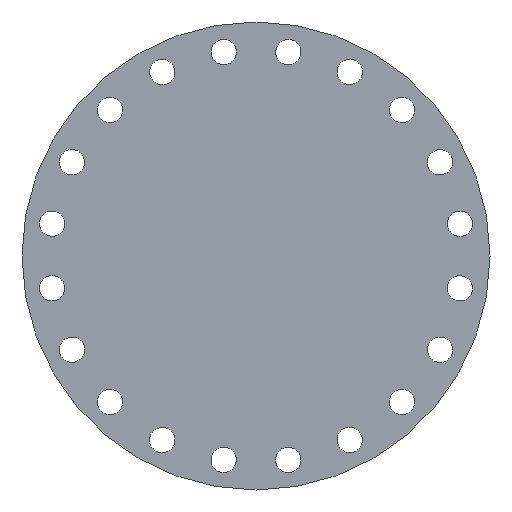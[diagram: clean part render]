
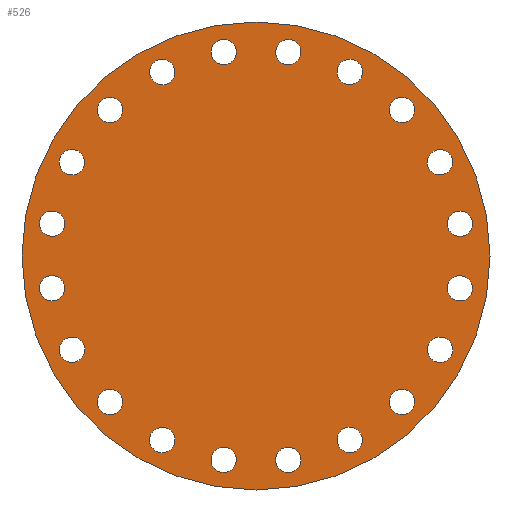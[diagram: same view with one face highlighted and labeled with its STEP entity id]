
A CAD part, front view. The second image highlights one B-rep face of the part: STEP entity #526.
In plain terms, the highlighted planar face has unit normal (0, -1, 0).
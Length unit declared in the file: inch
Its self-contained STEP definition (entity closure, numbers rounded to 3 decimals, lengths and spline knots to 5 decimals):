
#36=FACE_BOUND('',#130,.T.);
#37=FACE_BOUND('',#131,.T.);
#38=FACE_BOUND('',#132,.T.);
#39=FACE_BOUND('',#133,.T.);
#40=FACE_BOUND('',#134,.T.);
#41=FACE_BOUND('',#135,.T.);
#42=FACE_BOUND('',#136,.T.);
#43=FACE_BOUND('',#137,.T.);
#44=FACE_BOUND('',#138,.T.);
#45=FACE_BOUND('',#139,.T.);
#46=FACE_BOUND('',#140,.T.);
#47=FACE_BOUND('',#141,.T.);
#48=FACE_BOUND('',#142,.T.);
#49=FACE_BOUND('',#143,.T.);
#50=FACE_BOUND('',#144,.T.);
#51=FACE_BOUND('',#145,.T.);
#52=FACE_BOUND('',#146,.T.);
#53=FACE_BOUND('',#147,.T.);
#54=FACE_BOUND('',#148,.T.);
#55=FACE_BOUND('',#149,.T.);
#58=PLANE('',#617);
#83=FACE_OUTER_BOUND('',#129,.T.);
#129=EDGE_LOOP('',(#459));
#130=EDGE_LOOP('',(#460));
#131=EDGE_LOOP('',(#461));
#132=EDGE_LOOP('',(#462));
#133=EDGE_LOOP('',(#463));
#134=EDGE_LOOP('',(#464));
#135=EDGE_LOOP('',(#465));
#136=EDGE_LOOP('',(#466));
#137=EDGE_LOOP('',(#467));
#138=EDGE_LOOP('',(#468));
#139=EDGE_LOOP('',(#469));
#140=EDGE_LOOP('',(#470));
#141=EDGE_LOOP('',(#471));
#142=EDGE_LOOP('',(#472));
#143=EDGE_LOOP('',(#473));
#144=EDGE_LOOP('',(#474));
#145=EDGE_LOOP('',(#475));
#146=EDGE_LOOP('',(#476));
#147=EDGE_LOOP('',(#477));
#148=EDGE_LOOP('',(#478));
#149=EDGE_LOOP('',(#479));
#195=CIRCLE('',#551,0.69);
#197=CIRCLE('',#554,0.69);
#199=CIRCLE('',#557,0.69);
#201=CIRCLE('',#560,0.69);
#203=CIRCLE('',#563,0.69);
#205=CIRCLE('',#566,0.69);
#207=CIRCLE('',#569,0.69);
#209=CIRCLE('',#572,0.69);
#211=CIRCLE('',#575,0.69);
#213=CIRCLE('',#578,0.69);
#215=CIRCLE('',#581,0.69);
#217=CIRCLE('',#584,0.69);
#219=CIRCLE('',#587,0.69);
#221=CIRCLE('',#590,0.69);
#223=CIRCLE('',#593,0.69);
#225=CIRCLE('',#596,0.69);
#227=CIRCLE('',#599,0.69);
#229=CIRCLE('',#602,0.69);
#231=CIRCLE('',#605,0.69);
#233=CIRCLE('',#608,0.69);
#235=CIRCLE('',#611,12.75);
#239=VERTEX_POINT('',#784);
#241=VERTEX_POINT('',#790);
#243=VERTEX_POINT('',#796);
#245=VERTEX_POINT('',#802);
#247=VERTEX_POINT('',#808);
#249=VERTEX_POINT('',#814);
#251=VERTEX_POINT('',#820);
#253=VERTEX_POINT('',#826);
#255=VERTEX_POINT('',#832);
#257=VERTEX_POINT('',#838);
#259=VERTEX_POINT('',#844);
#261=VERTEX_POINT('',#850);
#263=VERTEX_POINT('',#856);
#265=VERTEX_POINT('',#862);
#267=VERTEX_POINT('',#868);
#269=VERTEX_POINT('',#874);
#271=VERTEX_POINT('',#880);
#273=VERTEX_POINT('',#886);
#275=VERTEX_POINT('',#892);
#277=VERTEX_POINT('',#898);
#279=VERTEX_POINT('',#904);
#284=EDGE_CURVE('',#239,#239,#195,.T.);
#287=EDGE_CURVE('',#241,#241,#197,.T.);
#290=EDGE_CURVE('',#243,#243,#199,.T.);
#293=EDGE_CURVE('',#245,#245,#201,.T.);
#296=EDGE_CURVE('',#247,#247,#203,.T.);
#299=EDGE_CURVE('',#249,#249,#205,.T.);
#302=EDGE_CURVE('',#251,#251,#207,.T.);
#305=EDGE_CURVE('',#253,#253,#209,.T.);
#308=EDGE_CURVE('',#255,#255,#211,.T.);
#311=EDGE_CURVE('',#257,#257,#213,.T.);
#314=EDGE_CURVE('',#259,#259,#215,.T.);
#317=EDGE_CURVE('',#261,#261,#217,.T.);
#320=EDGE_CURVE('',#263,#263,#219,.T.);
#323=EDGE_CURVE('',#265,#265,#221,.T.);
#326=EDGE_CURVE('',#267,#267,#223,.T.);
#329=EDGE_CURVE('',#269,#269,#225,.T.);
#332=EDGE_CURVE('',#271,#271,#227,.T.);
#335=EDGE_CURVE('',#273,#273,#229,.T.);
#338=EDGE_CURVE('',#275,#275,#231,.T.);
#341=EDGE_CURVE('',#277,#277,#233,.T.);
#344=EDGE_CURVE('',#279,#279,#235,.T.);
#459=ORIENTED_EDGE('',*,*,#344,.F.);
#460=ORIENTED_EDGE('',*,*,#284,.T.);
#461=ORIENTED_EDGE('',*,*,#287,.T.);
#462=ORIENTED_EDGE('',*,*,#290,.T.);
#463=ORIENTED_EDGE('',*,*,#293,.T.);
#464=ORIENTED_EDGE('',*,*,#296,.T.);
#465=ORIENTED_EDGE('',*,*,#299,.T.);
#466=ORIENTED_EDGE('',*,*,#302,.T.);
#467=ORIENTED_EDGE('',*,*,#305,.T.);
#468=ORIENTED_EDGE('',*,*,#308,.T.);
#469=ORIENTED_EDGE('',*,*,#311,.T.);
#470=ORIENTED_EDGE('',*,*,#314,.T.);
#471=ORIENTED_EDGE('',*,*,#317,.T.);
#472=ORIENTED_EDGE('',*,*,#320,.T.);
#473=ORIENTED_EDGE('',*,*,#323,.T.);
#474=ORIENTED_EDGE('',*,*,#326,.T.);
#475=ORIENTED_EDGE('',*,*,#329,.T.);
#476=ORIENTED_EDGE('',*,*,#332,.T.);
#477=ORIENTED_EDGE('',*,*,#335,.T.);
#478=ORIENTED_EDGE('',*,*,#338,.T.);
#479=ORIENTED_EDGE('',*,*,#341,.T.);
#526=ADVANCED_FACE('',(#83,#36,#37,#38,#39,#40,#41,#42,#43,#44,#45,#46,
#47,#48,#49,#50,#51,#52,#53,#54,#55),#58,.T.);
#551=AXIS2_PLACEMENT_3D('',#786,#625,#626);
#554=AXIS2_PLACEMENT_3D('',#792,#632,#633);
#557=AXIS2_PLACEMENT_3D('',#798,#639,#640);
#560=AXIS2_PLACEMENT_3D('',#804,#646,#647);
#563=AXIS2_PLACEMENT_3D('',#810,#653,#654);
#566=AXIS2_PLACEMENT_3D('',#816,#660,#661);
#569=AXIS2_PLACEMENT_3D('',#822,#667,#668);
#572=AXIS2_PLACEMENT_3D('',#828,#674,#675);
#575=AXIS2_PLACEMENT_3D('',#834,#681,#682);
#578=AXIS2_PLACEMENT_3D('',#840,#688,#689);
#581=AXIS2_PLACEMENT_3D('',#846,#695,#696);
#584=AXIS2_PLACEMENT_3D('',#852,#702,#703);
#587=AXIS2_PLACEMENT_3D('',#858,#709,#710);
#590=AXIS2_PLACEMENT_3D('',#864,#716,#717);
#593=AXIS2_PLACEMENT_3D('',#870,#723,#724);
#596=AXIS2_PLACEMENT_3D('',#876,#730,#731);
#599=AXIS2_PLACEMENT_3D('',#882,#737,#738);
#602=AXIS2_PLACEMENT_3D('',#888,#744,#745);
#605=AXIS2_PLACEMENT_3D('',#894,#751,#752);
#608=AXIS2_PLACEMENT_3D('',#900,#758,#759);
#611=AXIS2_PLACEMENT_3D('',#906,#765,#766);
#617=AXIS2_PLACEMENT_3D('',#915,#778,#779);
#625=DIRECTION('center_axis',(0.,1.,0.));
#626=DIRECTION('ref_axis',(0.951,0.,0.309));
#632=DIRECTION('center_axis',(0.,1.,0.));
#633=DIRECTION('ref_axis',(0.809,0.,0.588));
#639=DIRECTION('center_axis',(0.,1.,0.));
#640=DIRECTION('ref_axis',(0.588,0.,0.809));
#646=DIRECTION('center_axis',(0.,1.,0.));
#647=DIRECTION('ref_axis',(0.309,0.,0.951));
#653=DIRECTION('center_axis',(0.,1.,0.));
#654=DIRECTION('ref_axis',(0.,0.,1.));
#660=DIRECTION('center_axis',(0.,1.,0.));
#661=DIRECTION('ref_axis',(-0.309,0.,0.951));
#667=DIRECTION('center_axis',(0.,1.,0.));
#668=DIRECTION('ref_axis',(-0.588,0.,0.809));
#674=DIRECTION('center_axis',(0.,1.,0.));
#675=DIRECTION('ref_axis',(-0.809,0.,0.588));
#681=DIRECTION('center_axis',(0.,1.,0.));
#682=DIRECTION('ref_axis',(-0.951,0.,0.309));
#688=DIRECTION('center_axis',(0.,1.,0.));
#689=DIRECTION('ref_axis',(-1.,0.,0.));
#695=DIRECTION('center_axis',(0.,1.,0.));
#696=DIRECTION('ref_axis',(-0.951,0.,-0.309));
#702=DIRECTION('center_axis',(0.,1.,0.));
#703=DIRECTION('ref_axis',(-0.809,0.,-0.588));
#709=DIRECTION('center_axis',(0.,1.,0.));
#710=DIRECTION('ref_axis',(-0.588,0.,-0.809));
#716=DIRECTION('center_axis',(0.,1.,0.));
#717=DIRECTION('ref_axis',(-0.309,0.,-0.951));
#723=DIRECTION('center_axis',(0.,1.,0.));
#724=DIRECTION('ref_axis',(0.,0.,-1.));
#730=DIRECTION('center_axis',(0.,1.,0.));
#731=DIRECTION('ref_axis',(0.309,0.,-0.951));
#737=DIRECTION('center_axis',(0.,1.,0.));
#738=DIRECTION('ref_axis',(0.588,0.,-0.809));
#744=DIRECTION('center_axis',(0.,1.,0.));
#745=DIRECTION('ref_axis',(0.809,0.,-0.588));
#751=DIRECTION('center_axis',(0.,1.,0.));
#752=DIRECTION('ref_axis',(0.951,0.,-0.309));
#758=DIRECTION('center_axis',(0.,1.,0.));
#759=DIRECTION('ref_axis',(1.,0.,0.));
#765=DIRECTION('center_axis',(0.,1.,0.));
#766=DIRECTION('ref_axis',(1.,0.,0.));
#778=DIRECTION('center_axis',(0.,-1.,0.));
#779=DIRECTION('ref_axis',(0.,0.,-1.));
#784=CARTESIAN_POINT('',(4.45116,0.,-10.23705));
#786=CARTESIAN_POINT('Origin',(5.10739,0.,-10.02382));
#790=CARTESIAN_POINT('',(7.39673,0.,-8.36052));
#792=CARTESIAN_POINT('Origin',(7.95495,0.,-7.95495));
#796=CARTESIAN_POINT('',(9.61825,0.,-5.66561));
#798=CARTESIAN_POINT('Origin',(10.02382,0.,-5.10739));
#802=CARTESIAN_POINT('',(10.89827,0.,-2.41612));
#804=CARTESIAN_POINT('Origin',(11.11149,0.,-1.75989));
#808=CARTESIAN_POINT('',(11.11149,0.,1.06989));
#810=CARTESIAN_POINT('Origin',(11.11149,0.,1.75989));
#814=CARTESIAN_POINT('',(10.23705,0.,4.45116));
#816=CARTESIAN_POINT('Origin',(10.02382,0.,5.10739));
#820=CARTESIAN_POINT('',(8.36052,0.,7.39673));
#822=CARTESIAN_POINT('Origin',(7.95495,0.,7.95495));
#826=CARTESIAN_POINT('',(5.66561,0.,9.61825));
#828=CARTESIAN_POINT('Origin',(5.10739,0.,10.02382));
#832=CARTESIAN_POINT('',(2.41612,0.,10.89827));
#834=CARTESIAN_POINT('Origin',(1.75989,0.,11.11149));
#838=CARTESIAN_POINT('',(-1.06989,0.,11.11149));
#840=CARTESIAN_POINT('Origin',(-1.75989,0.,11.11149));
#844=CARTESIAN_POINT('',(-4.45116,0.,10.23705));
#846=CARTESIAN_POINT('Origin',(-5.10739,0.,10.02382));
#850=CARTESIAN_POINT('',(-7.39673,0.,8.36052));
#852=CARTESIAN_POINT('Origin',(-7.95495,0.,7.95495));
#856=CARTESIAN_POINT('',(-9.61825,0.,5.66561));
#858=CARTESIAN_POINT('Origin',(-10.02382,0.,5.10739));
#862=CARTESIAN_POINT('',(-10.89827,0.,2.41612));
#864=CARTESIAN_POINT('Origin',(-11.11149,0.,1.75989));
#868=CARTESIAN_POINT('',(-11.11149,0.,-1.06989));
#870=CARTESIAN_POINT('Origin',(-11.11149,0.,-1.75989));
#874=CARTESIAN_POINT('',(-10.23705,0.,-4.45116));
#876=CARTESIAN_POINT('Origin',(-10.02382,0.,-5.10739));
#880=CARTESIAN_POINT('',(-8.36052,0.,-7.39673));
#882=CARTESIAN_POINT('Origin',(-7.95495,0.,-7.95495));
#886=CARTESIAN_POINT('',(-5.66561,0.,-9.61825));
#888=CARTESIAN_POINT('Origin',(-5.10739,0.,-10.02382));
#892=CARTESIAN_POINT('',(-2.41612,0.,-10.89827));
#894=CARTESIAN_POINT('Origin',(-1.75989,0.,-11.11149));
#898=CARTESIAN_POINT('',(1.06989,0.,-11.11149));
#900=CARTESIAN_POINT('Origin',(1.75989,0.,-11.11149));
#904=CARTESIAN_POINT('',(12.75,0.,0.));
#906=CARTESIAN_POINT('Origin',(0.,0.,0.));
#915=CARTESIAN_POINT('Origin',(-12.75,0.,0.));
